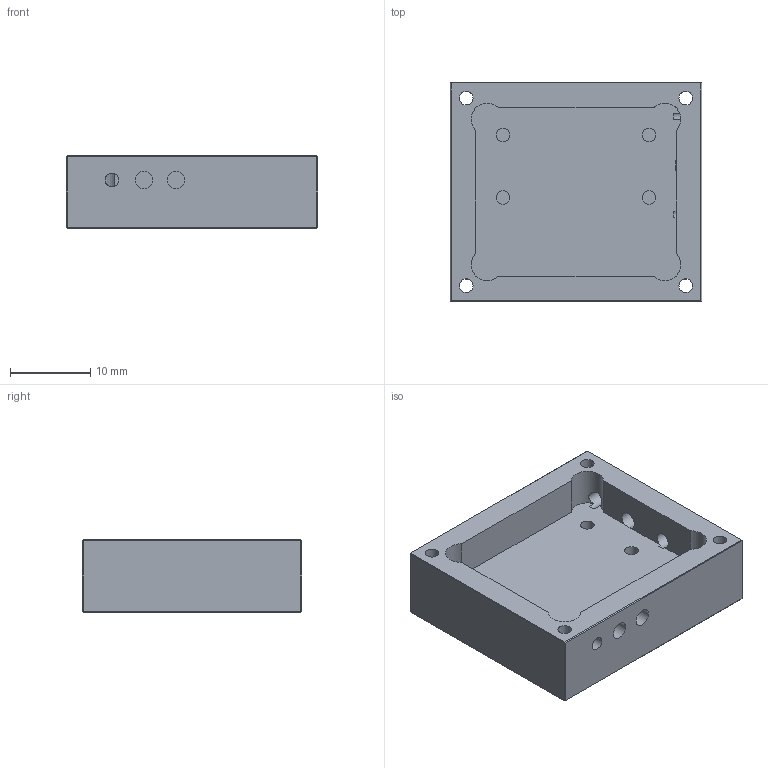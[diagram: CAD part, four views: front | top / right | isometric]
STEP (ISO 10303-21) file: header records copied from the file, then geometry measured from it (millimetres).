
FILE_DESCRIPTION(/* description */ (''),/* implementation_level */ '2;1');
FILE_NAME(/* name */ 'Detector Box ND20.stp',/* time_stamp */ '2025-04-11T13:54:19-07:00',/* author */ ('sonata'),/* organization */ (''),/* preprocessor_version */ 'ST-DEVELOPER v19.2',/* originating_system */ 'Autodesk Inventor 2024',/* authorisation */ '');
FILE_SCHEMA (('AUTOMOTIVE_DESIGN { 1 0 10303 214 3 1 1 }'));
Length unit declared in the file: millimetre
Products named in the file (1): Mixer IQ Box ND20
Bounding box: 31.4 x 27.4 x 9 mm (x, y, z)
Volume: 4989.3 mm3; surface area: 3548.7 mm2
Topology: 1 solids, 1 shells, 56 faces, 135 edges, 82 vertices
Faces by surface type: plane 36, cylinder 18, cone 2
Full cylindrical faces by diameter (mm): 1.694 x9, 1.941 x2, 2.15 x1, 2.156 x2
Entity records: 1734 total; most frequent: CARTESIAN_POINT 331, DIRECTION 284, ORIENTED_EDGE 270, EDGE_CURVE 135, AXIS2_PLACEMENT_3D 98, LINE 88, VECTOR 88, VERTEX_POINT 82
